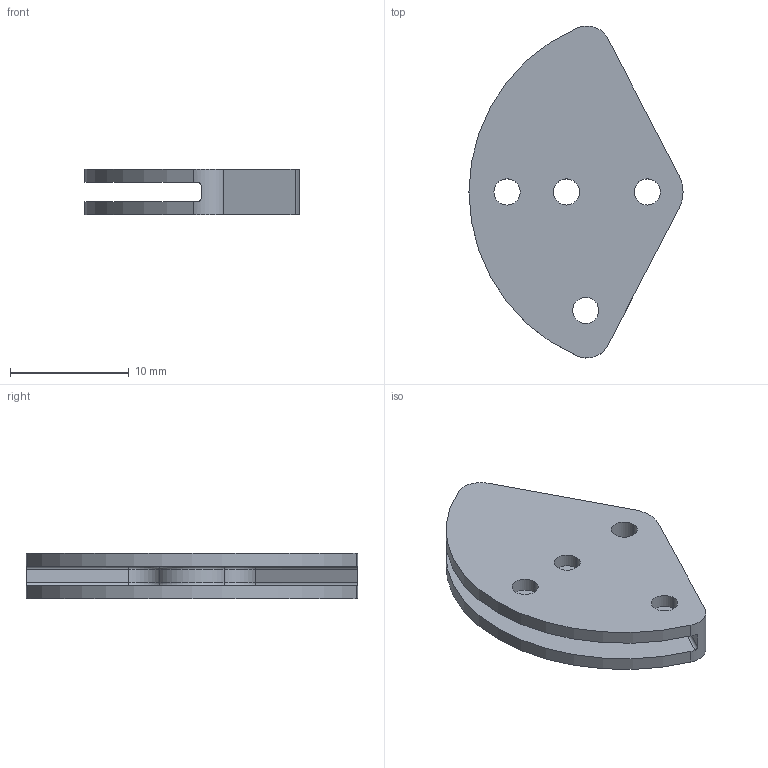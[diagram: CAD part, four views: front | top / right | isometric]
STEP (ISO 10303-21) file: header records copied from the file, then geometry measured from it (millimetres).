
FILE_DESCRIPTION(('CATIA V5 STEP Exchange'),'2;1');
FILE_NAME('Tail Horizontal Mount.stp','2024-11-23T09:32:39+00:00',('none'),('none'),'CATIA Version 5 Release 20 GA (IN-10)','CATIA V5 STEP AP203','none');
FILE_SCHEMA(('CONFIG_CONTROL_DESIGN'));
Length unit declared in the file: millimetre
Products named in the file (1): Ornithopter
Bounding box: 18 x 27.91 x 3.8 mm (x, y, z)
Volume: 803.7 mm3; surface area: 1497.8 mm2
Topology: 1 solids, 1 shells, 40 faces, 106 edges, 68 vertices
Faces by surface type: cylinder 26, plane 8, torus 6
Entity records: 1229 total; most frequent: CARTESIAN_POINT 220, ORIENTED_EDGE 212, DIRECTION 160, EDGE_CURVE 106, AXIS2_PLACEMENT_3D 92, VERTEX_POINT 68, CIRCLE 62, EDGE_LOOP 54
